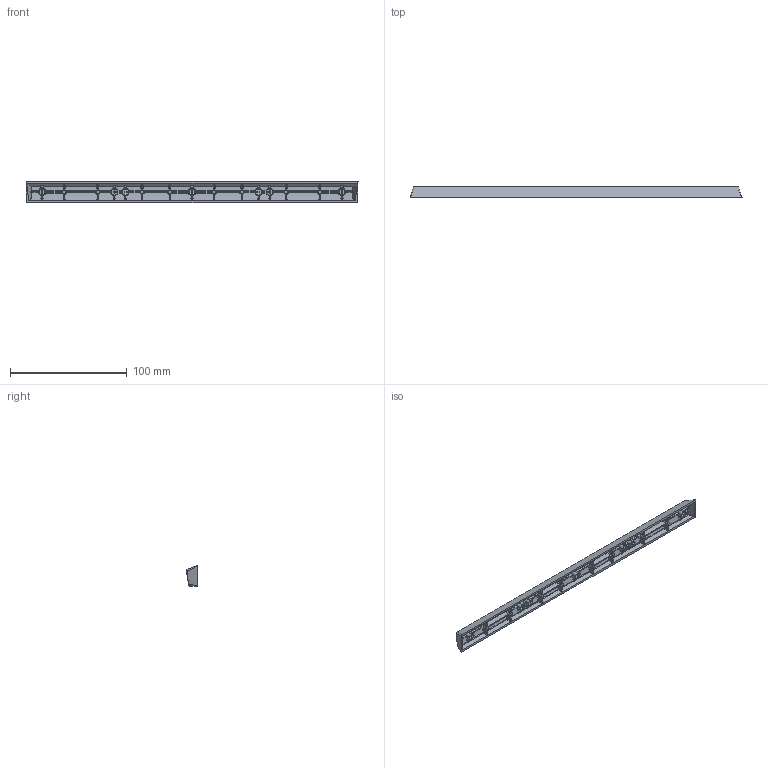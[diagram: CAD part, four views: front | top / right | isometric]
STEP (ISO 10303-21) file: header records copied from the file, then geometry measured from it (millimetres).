
FILE_DESCRIPTION (( 'STEP AP214' ), '1' );
FILE_NAME ('r4c_1500.STEP', '2023-01-18T20:01:04', ( '' ), ( '' ), 'SwSTEP 2.0', 'SolidWorks 2019', '' );
FILE_SCHEMA (( 'AUTOMOTIVE_DESIGN' ));
Length unit declared in the file: millimetre
Products named in the file (1): r4c_1500
Bounding box: 284.8 x 9.2 x 18.1 mm (x, y, z)
Volume: 17193.2 mm3; surface area: 21076.9 mm2
Topology: 1 solids, 1 shells, 960 faces, 2322 edges, 1308 vertices
Faces by surface type: cylinder 316, plane 310, sphere 188, bspline 86, torus 60
Entity records: 28823 total; most frequent: CARTESIAN_POINT 7600, DIRECTION 4630, ORIENTED_EDGE 4388, EDGE_CURVE 2194, AXIS2_PLACEMENT_3D 1809, VERTEX_POINT 1244, VECTOR 1012, LINE 1012
